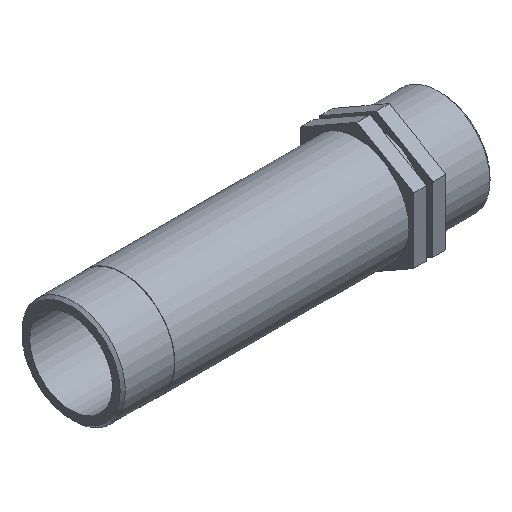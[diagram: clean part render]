
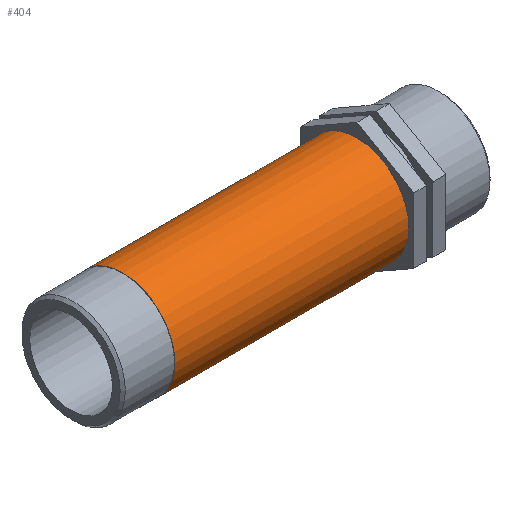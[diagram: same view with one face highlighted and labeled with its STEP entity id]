
A CAD part, isometric view. The second image highlights one B-rep face of the part: STEP entity #404.
In plain terms, the highlighted cylindrical face has radius 21.113 mm (diameter 42.227 mm), a full revolution.
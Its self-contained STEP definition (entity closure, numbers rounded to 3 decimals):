
#17=CYLINDRICAL_SURFACE('',#441,21.113);
#27=FACE_BOUND('',#101,.T.);
#42=CIRCLE('',#440,21.113);
#43=CIRCLE('',#442,21.113);
#67=FACE_OUTER_BOUND('',#100,.T.);
#100=EDGE_LOOP('',(#332));
#101=EDGE_LOOP('',(#333));
#218=VERTEX_POINT('',#661);
#219=VERTEX_POINT('',#664);
#266=EDGE_CURVE('',#218,#218,#42,.T.);
#267=EDGE_CURVE('',#219,#219,#43,.T.);
#332=ORIENTED_EDGE('',*,*,#266,.T.);
#333=ORIENTED_EDGE('',*,*,#267,.F.);
#404=ADVANCED_FACE('',(#67,#27),#17,.T.);
#440=AXIS2_PLACEMENT_3D('',#662,#543,#544);
#441=AXIS2_PLACEMENT_3D('',#663,#545,#546);
#442=AXIS2_PLACEMENT_3D('',#665,#547,#548);
#543=DIRECTION('center_axis',(1.,0.,0.));
#544=DIRECTION('ref_axis',(0.,0.,-1.));
#545=DIRECTION('center_axis',(1.,0.,0.));
#546=DIRECTION('ref_axis',(0.,1.,0.));
#547=DIRECTION('center_axis',(1.,0.,0.));
#548=DIRECTION('ref_axis',(0.,0.,-1.));
#661=CARTESIAN_POINT('',(-94.875,21.113,0.));
#662=CARTESIAN_POINT('Origin',(-94.875,0.,0.));
#663=CARTESIAN_POINT('Origin',(-47.438,0.,0.));
#664=CARTESIAN_POINT('',(0.,21.113,0.));
#665=CARTESIAN_POINT('Origin',(0.,0.,0.));
